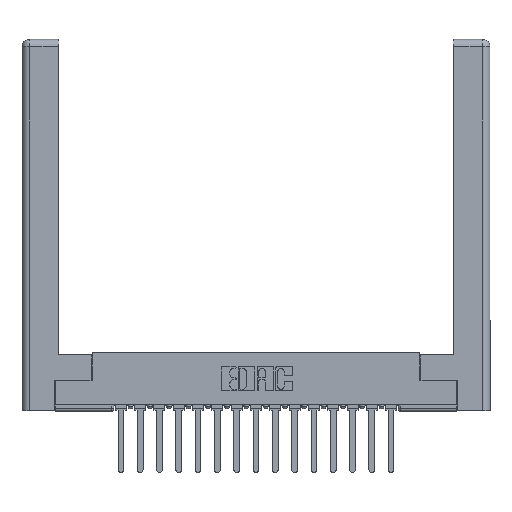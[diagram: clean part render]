
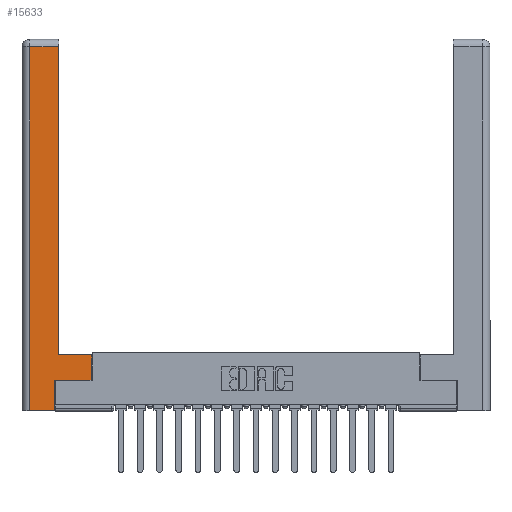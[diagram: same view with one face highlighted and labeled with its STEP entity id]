
A CAD part, top view. The second image highlights one B-rep face of the part: STEP entity #15633.
In plain terms, the highlighted planar face has unit normal (0, 0, 1).
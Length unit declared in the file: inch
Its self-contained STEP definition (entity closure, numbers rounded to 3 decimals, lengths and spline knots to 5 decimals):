
#63 = CARTESIAN_POINT ( 'NONE',  ( 0.0615, 2.94, 0. ) ) ;
#345 = VERTEX_POINT ( 'NONE', #4762 ) ;
#1085 = EDGE_CURVE ( 'NONE', #2795, #13643, #3371, .T. ) ;
#1910 = VERTEX_POINT ( 'NONE', #5239 ) ;
#2086 = DIRECTION ( 'NONE',  ( 0., 0., -1. ) ) ;
#2385 = ORIENTED_EDGE ( 'NONE', *, *, #18774, .T. ) ;
#2795 = VERTEX_POINT ( 'NONE', #17147 ) ;
#3040 = ORIENTED_EDGE ( 'NONE', *, *, #1085, .T. ) ;
#3104 = CARTESIAN_POINT ( 'NONE',  ( 0.265, 0., 0. ) ) ;
#3371 = LINE ( 'NONE', #4211, #12561 ) ;
#3631 = DIRECTION ( 'NONE',  ( 1., 0., 0. ) ) ;
#3764 = DIRECTION ( 'NONE',  ( 1., 0., 0. ) ) ;
#3986 = CARTESIAN_POINT ( 'NONE',  ( 0.565, 0.45, 0. ) ) ;
#4211 = CARTESIAN_POINT ( 'NONE',  ( 0.0615, 0., 0. ) ) ;
#4229 = DIRECTION ( 'NONE',  ( 0., 1., 0. ) ) ;
#4595 = DIRECTION ( 'NONE',  ( 0., 1., 0. ) ) ;
#4688 = VECTOR ( 'NONE', #4229, 39.37008 ) ;
#4762 = CARTESIAN_POINT ( 'NONE',  ( 0.565, 0.245, 0. ) ) ;
#5101 = ORIENTED_EDGE ( 'NONE', *, *, #17432, .T. ) ;
#5110 = PLANE ( 'NONE',  #13798 ) ;
#5239 = CARTESIAN_POINT ( 'NONE',  ( 0.565, 0.45, 0. ) ) ;
#5339 = EDGE_CURVE ( 'NONE', #10352, #345, #19182, .T. ) ;
#5611 = LINE ( 'NONE', #13269, #4688 ) ;
#5843 = EDGE_LOOP ( 'NONE', ( #15049, #2385, #3040, #6364, #10326, #6654, #12646, #5101 ) ) ;
#6130 = CARTESIAN_POINT ( 'NONE',  ( 0.295, 2.94, 0. ) ) ;
#6364 = ORIENTED_EDGE ( 'NONE', *, *, #14824, .T. ) ;
#6502 = CARTESIAN_POINT ( 'NONE',  ( 0.265, 0., 0. ) ) ;
#6654 = ORIENTED_EDGE ( 'NONE', *, *, #5339, .T. ) ;
#7550 = EDGE_CURVE ( 'NONE', #14756, #10352, #5611, .T. ) ;
#8116 = CARTESIAN_POINT ( 'NONE',  ( 0.265, 0.245, 0. ) ) ;
#9925 = LINE ( 'NONE', #13624, #18236 ) ;
#10238 = DIRECTION ( 'NONE',  ( 0., -1., 0. ) ) ;
#10326 = ORIENTED_EDGE ( 'NONE', *, *, #7550, .T. ) ;
#10352 = VERTEX_POINT ( 'NONE', #8116 ) ;
#10575 = DIRECTION ( 'NONE',  ( -1., 0., 0. ) ) ;
#10975 = VECTOR ( 'NONE', #12906, 39.37008 ) ;
#11126 = CARTESIAN_POINT ( 'NONE',  ( 0., 0., 0. ) ) ;
#11219 = VERTEX_POINT ( 'NONE', #6130 ) ;
#11543 = VERTEX_POINT ( 'NONE', #13067 ) ;
#11851 = VECTOR ( 'NONE', #3764, 39.37008 ) ;
#11985 = LINE ( 'NONE', #6502, #14815 ) ;
#12235 = EDGE_CURVE ( 'NONE', #11543, #11219, #9925, .T. ) ;
#12352 = DIRECTION ( 'NONE',  ( -1., 0., 0. ) ) ;
#12561 = VECTOR ( 'NONE', #10238, 39.37008 ) ;
#12646 = ORIENTED_EDGE ( 'NONE', *, *, #16751, .T. ) ;
#12906 = DIRECTION ( 'NONE',  ( 0., 1., 0. ) ) ;
#13067 = CARTESIAN_POINT ( 'NONE',  ( 0.295, 0.45, 0. ) ) ;
#13269 = CARTESIAN_POINT ( 'NONE',  ( 0.265, 0.245, 0. ) ) ;
#13501 = LINE ( 'NONE', #63, #14198 ) ;
#13624 = CARTESIAN_POINT ( 'NONE',  ( 0.295, 3., 0. ) ) ;
#13643 = VERTEX_POINT ( 'NONE', #13895 ) ;
#13798 = AXIS2_PLACEMENT_3D ( 'NONE', #11126, #2086, #15668 ) ;
#13895 = CARTESIAN_POINT ( 'NONE',  ( 0.0615, 0., 0. ) ) ;
#14198 = VECTOR ( 'NONE', #10575, 39.37008 ) ;
#14504 = LINE ( 'NONE', #3986, #10975 ) ;
#14756 = VERTEX_POINT ( 'NONE', #3104 ) ;
#14815 = VECTOR ( 'NONE', #3631, 39.37008 ) ;
#14824 = EDGE_CURVE ( 'NONE', #13643, #14756, #11985, .T. ) ;
#14977 = LINE ( 'NONE', #16779, #18780 ) ;
#15049 = ORIENTED_EDGE ( 'NONE', *, *, #12235, .T. ) ;
#15633 = ADVANCED_FACE ( 'NONE', ( #17639 ), #5110, .F. ) ;
#15668 = DIRECTION ( 'NONE',  ( -1., 0., 0. ) ) ;
#16751 = EDGE_CURVE ( 'NONE', #345, #1910, #14504, .T. ) ;
#16779 = CARTESIAN_POINT ( 'NONE',  ( 0.295, 0.45, 0. ) ) ;
#17147 = CARTESIAN_POINT ( 'NONE',  ( 0.0615, 2.94, 0. ) ) ;
#17432 = EDGE_CURVE ( 'NONE', #1910, #11543, #14977, .T. ) ;
#17639 = FACE_OUTER_BOUND ( 'NONE', #5843, .T. ) ;
#18236 = VECTOR ( 'NONE', #4595, 39.37008 ) ;
#18774 = EDGE_CURVE ( 'NONE', #11219, #2795, #13501, .T. ) ;
#18780 = VECTOR ( 'NONE', #12352, 39.37008 ) ;
#19025 = CARTESIAN_POINT ( 'NONE',  ( 0.565, 0.245, 0. ) ) ;
#19182 = LINE ( 'NONE', #19025, #11851 ) ;
